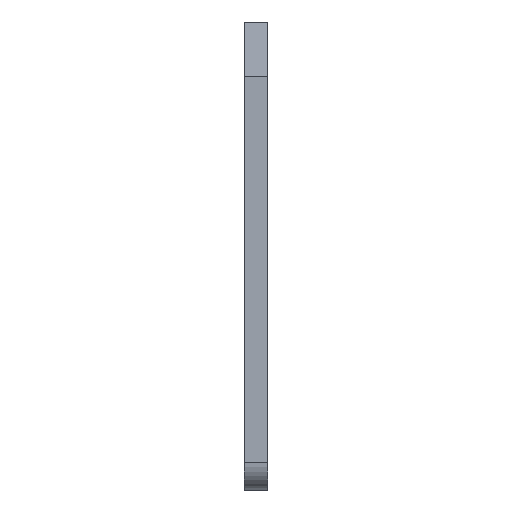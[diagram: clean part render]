
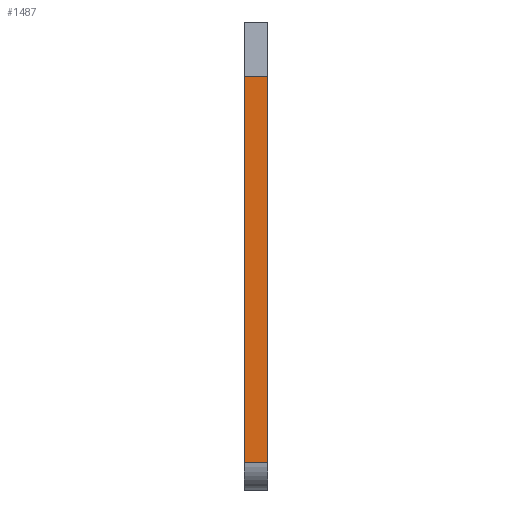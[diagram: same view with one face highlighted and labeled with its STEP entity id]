
A CAD part, left-side view. The second image highlights one B-rep face of the part: STEP entity #1487.
In plain terms, the highlighted planar face has unit normal (-1, 0, 0).
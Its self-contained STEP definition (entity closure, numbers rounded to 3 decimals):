
#10 = ORIENTED_EDGE ( 'NONE', *, *, #109, .T. ) ;
#27 = DIRECTION ( 'NONE',  ( 0., 0., -1. ) ) ;
#88 = VERTEX_POINT ( 'NONE', #2067 ) ;
#95 = CARTESIAN_POINT ( 'NONE',  ( -40.75, 3., 26.5 ) ) ;
#109 = EDGE_CURVE ( 'NONE', #1018, #1627, #1878, .T. ) ;
#111 = VECTOR ( 'NONE', #2132, 1000. ) ;
#155 = CARTESIAN_POINT ( 'NONE',  ( -40.75, 3., -23. ) ) ;
#221 = DIRECTION ( 'NONE',  ( 0., 0., 1. ) ) ;
#310 = VERTEX_POINT ( 'NONE', #155 ) ;
#360 = DIRECTION ( 'NONE',  ( 0., 0., 1. ) ) ;
#472 = VECTOR ( 'NONE', #221, 1000. ) ;
#504 = AXIS2_PLACEMENT_3D ( 'NONE', #970, #2105, #27 ) ;
#608 = EDGE_CURVE ( 'NONE', #310, #1018, #984, .T. ) ;
#721 = VECTOR ( 'NONE', #897, 1000. ) ;
#764 = CARTESIAN_POINT ( 'NONE',  ( -40.75, 0., 26.5 ) ) ;
#897 = DIRECTION ( 'NONE',  ( 0., -1., 0. ) ) ;
#943 = ORIENTED_EDGE ( 'NONE', *, *, #608, .T. ) ;
#970 = CARTESIAN_POINT ( 'NONE',  ( -40.75, 3., 26.5 ) ) ;
#984 = LINE ( 'NONE', #1768, #111 ) ;
#1018 = VERTEX_POINT ( 'NONE', #1921 ) ;
#1038 = LINE ( 'NONE', #95, #721 ) ;
#1162 = EDGE_LOOP ( 'NONE', ( #10, #1676, #2100, #943 ) ) ;
#1201 = EDGE_CURVE ( 'NONE', #88, #1627, #1038, .T. ) ;
#1347 = PLANE ( 'NONE',  #504 ) ;
#1436 = VECTOR ( 'NONE', #360, 1000. ) ;
#1487 = ADVANCED_FACE ( 'NONE', ( #2329 ), #1347, .F. ) ;
#1627 = VERTEX_POINT ( 'NONE', #1638 ) ;
#1638 = CARTESIAN_POINT ( 'NONE',  ( -40.75, 0., 26.5 ) ) ;
#1676 = ORIENTED_EDGE ( 'NONE', *, *, #1201, .F. ) ;
#1710 = CARTESIAN_POINT ( 'NONE',  ( -40.75, 3., 26.5 ) ) ;
#1768 = CARTESIAN_POINT ( 'NONE',  ( -40.75, 3., -23. ) ) ;
#1878 = LINE ( 'NONE', #764, #472 ) ;
#1921 = CARTESIAN_POINT ( 'NONE',  ( -40.75, 0., -23. ) ) ;
#2067 = CARTESIAN_POINT ( 'NONE',  ( -40.75, 3., 26.5 ) ) ;
#2093 = EDGE_CURVE ( 'NONE', #310, #88, #2248, .T. ) ;
#2100 = ORIENTED_EDGE ( 'NONE', *, *, #2093, .F. ) ;
#2105 = DIRECTION ( 'NONE',  ( 1., 0., 0. ) ) ;
#2132 = DIRECTION ( 'NONE',  ( 0., -1., 0. ) ) ;
#2248 = LINE ( 'NONE', #1710, #1436 ) ;
#2329 = FACE_OUTER_BOUND ( 'NONE', #1162, .T. ) ;
